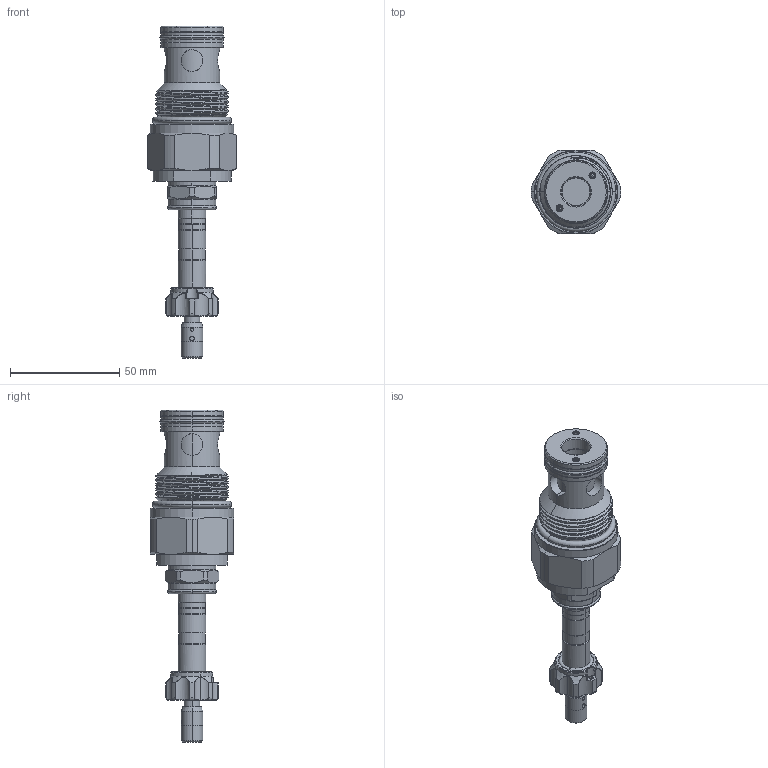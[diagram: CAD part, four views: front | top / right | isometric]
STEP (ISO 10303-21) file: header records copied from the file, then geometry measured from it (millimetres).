
FILE_DESCRIPTION (( 'STEP AP203' ), '1' );
FILE_NAME ('EP16W2A05T95.STEP', '2020-03-31T06:44:44', ( '' ), ( '' ), 'SwSTEP 2.0', 'SolidWorks 2018', '' );
FILE_SCHEMA (( 'CONFIG_CONTROL_DESIGN' ));
Length unit declared in the file: millimetre
Products named in the file (1): EP16W2A05T95
Bounding box: 41.1 x 38 x 151.75 mm (x, y, z)
Volume: 72807 mm3; surface area: 19388.7 mm2
Topology: 10 solids, 10 shells, 422 faces, 991 edges, 604 vertices
Faces by surface type: cylinder 179, cone 79, plane 64, torus 55, bspline 41, sphere 4
Entity records: 17511 total; most frequent: CARTESIAN_POINT 8141, ORIENTED_EDGE 1956, DIRECTION 1945, EDGE_CURVE 978, AXIS2_PLACEMENT_3D 822, VERTEX_POINT 597, EDGE_LOOP 455, CIRCLE 440
